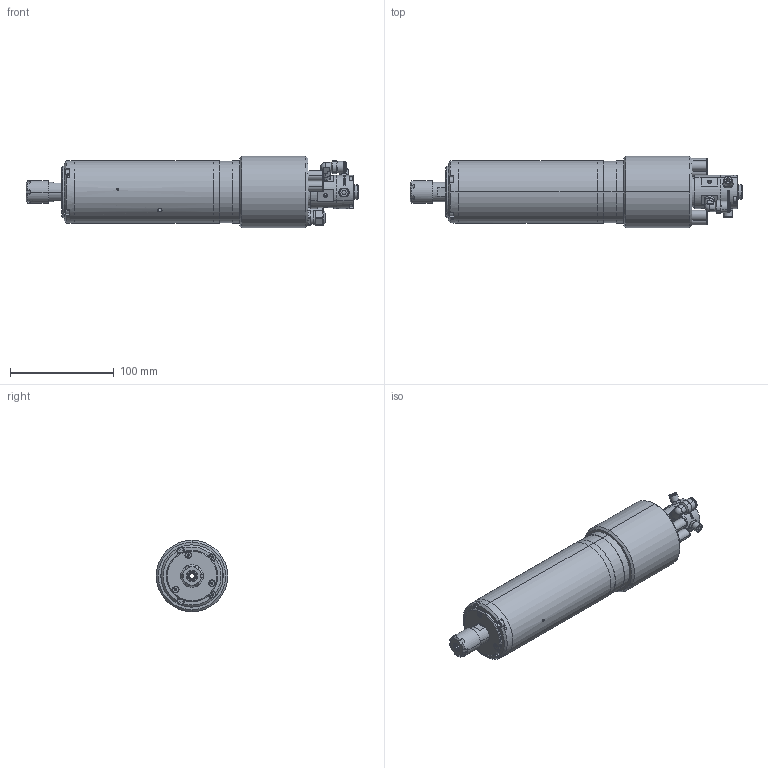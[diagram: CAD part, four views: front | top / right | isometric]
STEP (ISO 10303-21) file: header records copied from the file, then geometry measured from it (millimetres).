
FILE_DESCRIPTION (( 'STEP AP203' ), '1' );
FILE_NAME ('060S60W-00-.STEP', '2016-04-07T11:31:57', ( '' ), ( '' ), 'SwSTEP 2.0', 'SolidWorks 2014', '' );
FILE_SCHEMA (( 'CONFIG_CONTROL_DESIGN' ));
Length unit declared in the file: millimetre
Products named in the file (1): 060S60W-00-
Bounding box: 320.56 x 69 x 69 mm (x, y, z)
Surface area: 84753.6 mm2 (no closed solid volume)
Topology: 0 solids, 108 shells, 765 faces, 3482 edges, 2795 vertices
Faces by surface type: plane 336, cylinder 267, cone 79, bspline 42, torus 40, sphere 1
Entity records: 45340 total; most frequent: CARTESIAN_POINT 19227, DIRECTION 4859, ORIENTED_EDGE 4822, EDGE_CURVE 3464, VERTEX_POINT 2795, AXIS2_PLACEMENT_3D 1854, LINE 1151, VECTOR 1151
